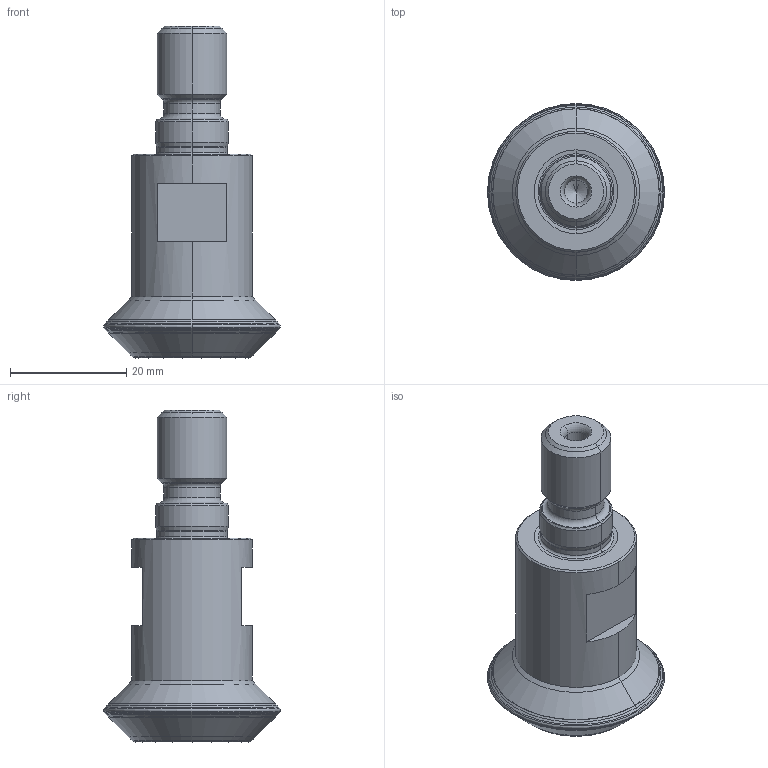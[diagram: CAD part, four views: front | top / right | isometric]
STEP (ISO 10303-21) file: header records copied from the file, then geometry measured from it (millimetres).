
FILE_DESCRIPTION((''),'2;1');
FILE_NAME('15N1E020035X7R00','2015-11-07T',('tewess'),(''),'PRO/ENGINEER BY PARAMETRIC TECHNOLOGY CORPORATION, 2011490','PRO/ENGINEER BY PARAMETRIC TECHNOLOGY CORPORATION, 2011490','');
FILE_SCHEMA(('AUTOMOTIVE_DESIGN { 1 2 10303 214 0 1 1 1 }'));
Length unit declared in the file: millimetre
Products named in the file (3): NOCUT; CUT; 15N1E020035X7R00
Assembly tree (2 placements, depth 2):
  15N1E020035X7R00
    NOCUT
    CUT
Bounding box: 30.37 x 30.4 x 57 mm (x, y, z)
Volume: 17883.3 mm3; surface area: 6836.4 mm2
Topology: 2 solids, 3 shells, 106 faces, 227 edges, 124 vertices
Faces by surface type: cone 34, revolution 32, cylinder 16, torus 14, plane 10
Entity records: 5642 total; most frequent: CARTESIAN_POINT 2456, DIRECTION 525, ORIENTED_EDGE 436, PRESENTATION_STYLE_ASSIGNMENT 230, STYLED_ITEM 230, CURVE_STYLE 227, EDGE_CURVE 222, AXIS2_PLACEMENT_3D 216
